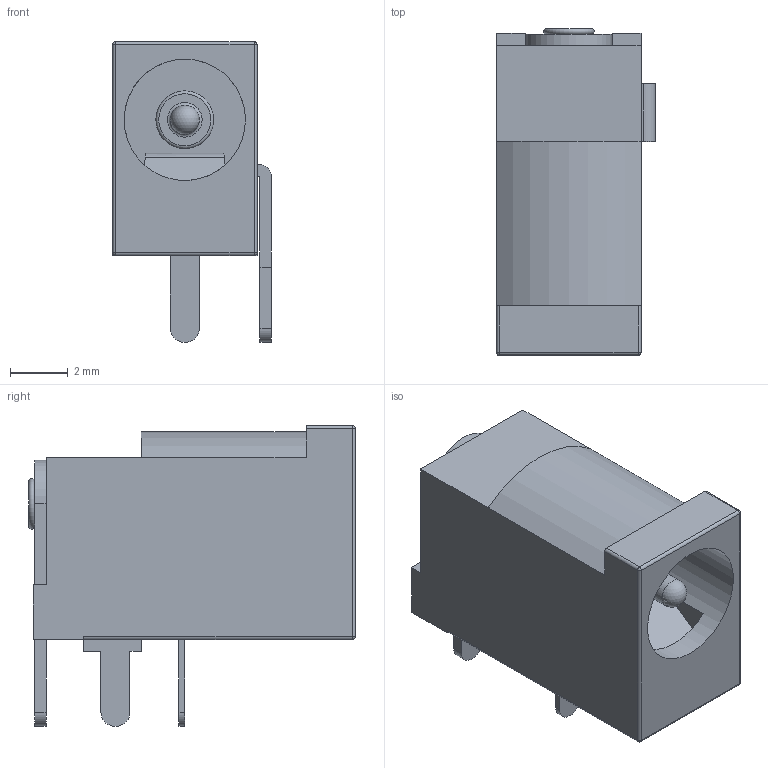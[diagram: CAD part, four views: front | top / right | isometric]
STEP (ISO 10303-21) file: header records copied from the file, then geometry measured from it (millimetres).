
FILE_DESCRIPTION(/* description */ ('Unknown'),/* implementation_level */ '2;1');
FILE_NAME(/* name */ 'J_Wurth_WR-DC_694102303002',/* time_stamp */ '2025-09-18T16:22:29+08:00',/* author */ ('Unknown'),/* organization */ ('Unknown'),/* preprocessor_version */ 'ST-DEVELOPER v19.4',/* originating_system */ 'Solid Edge',/* authorisation */ 'Unknown');
FILE_SCHEMA (('AUTOMOTIVE_DESIGN {1 0 10303 214 3 1 1}'));
Length unit declared in the file: millimetre
Products named in the file (2): J_Wurth_WR-DC_694102303002
Assembly tree (1 placements, depth 2):
  J_Wurth_WR-DC_694102303002
    J_Wurth_WR-DC_694102303002
Bounding box: 5.5 x 11.3 x 10.4 mm (x, y, z)
Volume: 252.7 mm3; surface area: 602.8 mm2
Topology: 1 solids, 2 shells, 142 faces, 385 edges, 243 vertices
Faces by surface type: plane 92, cylinder 36, torus 9, sphere 5
Full cylindrical faces by diameter (mm): 1 x1, 1.1 x1, 2 x2, 4.2 x1
Entity records: 5335 total; most frequent: CARTESIAN_POINT 747, DIRECTION 739, ORIENTED_EDGE 728, EDGE_CURVE 364, LINE 277, VECTOR 277, VERTEX_POINT 239, AXIS2_PLACEMENT_3D 231
